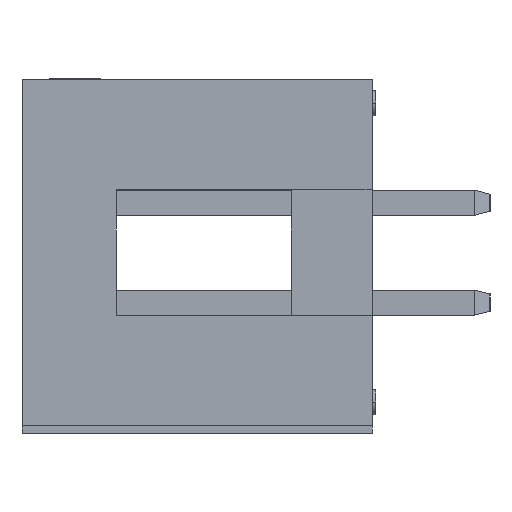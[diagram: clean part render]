
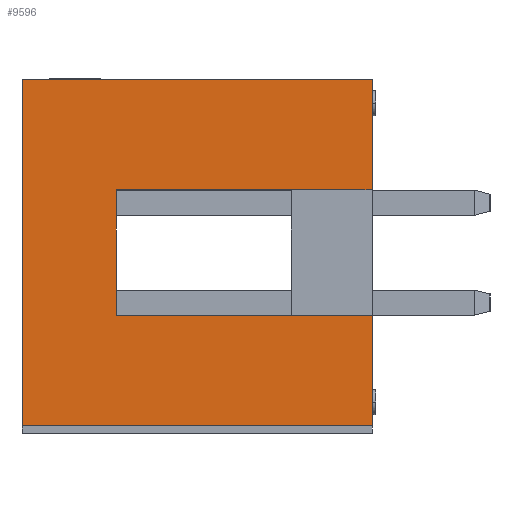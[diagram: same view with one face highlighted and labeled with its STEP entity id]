
A CAD part, left-side view. The second image highlights one B-rep face of the part: STEP entity #9596.
In plain terms, the highlighted free-form (B-spline) face has degree [1, 1] with [2, 2] control points.
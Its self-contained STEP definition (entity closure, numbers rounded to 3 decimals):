
#4 = CARTESIAN_POINT ( 'NONE',  ( -10.16, 8.9, -4.4 ) ) ;
#24 = CARTESIAN_POINT ( 'NONE',  ( -10.16, 8.9, 4.4 ) ) ;
#377 = B_SPLINE_CURVE_WITH_KNOTS ( 'NONE', 1,
 ( #6158, #9242 ),
 .UNSPECIFIED., .F., .F.,
 ( 2, 2 ),
 ( 0., 1. ),
 .UNSPECIFIED. ) ;
#464 = B_SPLINE_SURFACE_WITH_KNOTS ( 'NONE', 1, 1, ( 
 ( #8472, #5279 ),
 ( #9956, #4560 ) ),
 .UNSPECIFIED., .F., .F., .F.,
 ( 2, 2 ),
 ( 2, 2 ),
 ( -0.176, 8.976 ),
 ( -0.178, 9.078 ),
 .UNSPECIFIED. ) ;
#585 = CARTESIAN_POINT ( 'NONE',  ( -10.16, 6.5, -1.6 ) ) ;
#750 = B_SPLINE_CURVE_WITH_KNOTS ( 'NONE', 1,
 ( #24, #1604 ),
 .UNSPECIFIED., .F., .F.,
 ( 2, 2 ),
 ( 0., 1. ),
 .UNSPECIFIED. ) ;
#774 = VERTEX_POINT ( 'NONE', #8162 ) ;
#1037 = CARTESIAN_POINT ( 'NONE',  ( -10.16, 0., -4.4 ) ) ;
#1233 = CARTESIAN_POINT ( 'NONE',  ( -10.16, 0., -4.4 ) ) ;
#1282 = CARTESIAN_POINT ( 'NONE',  ( -10.16, 0., -1.6 ) ) ;
#1495 = VERTEX_POINT ( 'NONE', #8201 ) ;
#1604 = CARTESIAN_POINT ( 'NONE',  ( -10.16, 8.9, -4.4 ) ) ;
#1716 = ORIENTED_EDGE ( 'NONE', *, *, #4603, .F. ) ;
#1850 = EDGE_CURVE ( 'NONE', #1495, #7344, #3933, .T. ) ;
#2187 = CARTESIAN_POINT ( 'NONE',  ( -10.16, 6.5, 1.6 ) ) ;
#2215 = EDGE_CURVE ( 'NONE', #9611, #774, #750, .T. ) ;
#2552 = VERTEX_POINT ( 'NONE', #7580 ) ;
#3306 = ORIENTED_EDGE ( 'NONE', *, *, #3576, .T. ) ;
#3382 = B_SPLINE_CURVE_WITH_KNOTS ( 'NONE', 1,
 ( #4, #5057 ),
 .UNSPECIFIED., .F., .F.,
 ( 2, 2 ),
 ( 0., 1. ),
 .UNSPECIFIED. ) ;
#3576 = EDGE_CURVE ( 'NONE', #9611, #5843, #5490, .T. ) ;
#3864 = CARTESIAN_POINT ( 'NONE',  ( -10.16, 6.5, -1.6 ) ) ;
#3933 = B_SPLINE_CURVE_WITH_KNOTS ( 'NONE', 1,
 ( #585, #2187 ),
 .UNSPECIFIED., .F., .F.,
 ( 2, 2 ),
 ( 0., 1. ),
 .UNSPECIFIED. ) ;
#4353 = VERTEX_POINT ( 'NONE', #1037 ) ;
#4490 = CARTESIAN_POINT ( 'NONE',  ( -10.16, 8.9, 4.4 ) ) ;
#4549 = ORIENTED_EDGE ( 'NONE', *, *, #9030, .F. ) ;
#4560 = CARTESIAN_POINT ( 'NONE',  ( -10.16, 9.078, 4.576 ) ) ;
#4603 = EDGE_CURVE ( 'NONE', #4353, #8948, #6328, .T. ) ;
#5009 = ORIENTED_EDGE ( 'NONE', *, *, #9898, .F. ) ;
#5018 = CARTESIAN_POINT ( 'NONE',  ( -10.16, 0., 1.6 ) ) ;
#5057 = CARTESIAN_POINT ( 'NONE',  ( -10.16, 0., -4.4 ) ) ;
#5279 = CARTESIAN_POINT ( 'NONE',  ( -10.16, 9.078, -4.576 ) ) ;
#5440 = CARTESIAN_POINT ( 'NONE',  ( -10.16, 8.9, 4.4 ) ) ;
#5490 = B_SPLINE_CURVE_WITH_KNOTS ( 'NONE', 1,
 ( #4490, #7446 ),
 .UNSPECIFIED., .F., .F.,
 ( 2, 2 ),
 ( 0., 1. ),
 .UNSPECIFIED. ) ;
#5659 = ORIENTED_EDGE ( 'NONE', *, *, #5994, .F. ) ;
#5843 = VERTEX_POINT ( 'NONE', #9500 ) ;
#5986 = CARTESIAN_POINT ( 'NONE',  ( -10.16, 0., -1.6 ) ) ;
#5994 = EDGE_CURVE ( 'NONE', #2552, #5843, #377, .T. ) ;
#6158 = CARTESIAN_POINT ( 'NONE',  ( -10.16, 0., 1.6 ) ) ;
#6259 = CARTESIAN_POINT ( 'NONE',  ( -10.16, 6.5, 1.6 ) ) ;
#6328 = B_SPLINE_CURVE_WITH_KNOTS ( 'NONE', 1,
 ( #1233, #1282 ),
 .UNSPECIFIED., .F., .F.,
 ( 2, 2 ),
 ( 0., 1. ),
 .UNSPECIFIED. ) ;
#6522 = CARTESIAN_POINT ( 'NONE',  ( -10.16, 6.5, 1.6 ) ) ;
#6788 = B_SPLINE_CURVE_WITH_KNOTS ( 'NONE', 1,
 ( #6259, #5018 ),
 .UNSPECIFIED., .F., .F.,
 ( 2, 2 ),
 ( 0., 1. ),
 .UNSPECIFIED. ) ;
#6962 = FACE_OUTER_BOUND ( 'NONE', #7826, .T. ) ;
#7344 = VERTEX_POINT ( 'NONE', #6522 ) ;
#7446 = CARTESIAN_POINT ( 'NONE',  ( -10.16, 0., 4.4 ) ) ;
#7580 = CARTESIAN_POINT ( 'NONE',  ( -10.16, 0., 1.6 ) ) ;
#7826 = EDGE_LOOP ( 'NONE', ( #1716, #4549, #9880, #3306, #5659, #9631, #8731, #5009 ) ) ;
#8131 = EDGE_CURVE ( 'NONE', #7344, #2552, #6788, .T. ) ;
#8162 = CARTESIAN_POINT ( 'NONE',  ( -10.16, 8.9, -4.4 ) ) ;
#8201 = CARTESIAN_POINT ( 'NONE',  ( -10.16, 6.5, -1.6 ) ) ;
#8472 = CARTESIAN_POINT ( 'NONE',  ( -10.16, -0.178, -4.576 ) ) ;
#8731 = ORIENTED_EDGE ( 'NONE', *, *, #1850, .F. ) ;
#8948 = VERTEX_POINT ( 'NONE', #9105 ) ;
#9030 = EDGE_CURVE ( 'NONE', #774, #4353, #3382, .T. ) ;
#9105 = CARTESIAN_POINT ( 'NONE',  ( -10.16, 0., -1.6 ) ) ;
#9242 = CARTESIAN_POINT ( 'NONE',  ( -10.16, 0., 4.4 ) ) ;
#9500 = CARTESIAN_POINT ( 'NONE',  ( -10.16, 0., 4.4 ) ) ;
#9596 = ADVANCED_FACE ( 'NONE', ( #6962 ), #464, .F. ) ;
#9611 = VERTEX_POINT ( 'NONE', #5440 ) ;
#9631 = ORIENTED_EDGE ( 'NONE', *, *, #8131, .F. ) ;
#9880 = ORIENTED_EDGE ( 'NONE', *, *, #2215, .F. ) ;
#9898 = EDGE_CURVE ( 'NONE', #8948, #1495, #10038, .T. ) ;
#9956 = CARTESIAN_POINT ( 'NONE',  ( -10.16, -0.178, 4.576 ) ) ;
#10038 = B_SPLINE_CURVE_WITH_KNOTS ( 'NONE', 1,
 ( #5986, #3864 ),
 .UNSPECIFIED., .F., .F.,
 ( 2, 2 ),
 ( 0., 1. ),
 .UNSPECIFIED. ) ;
